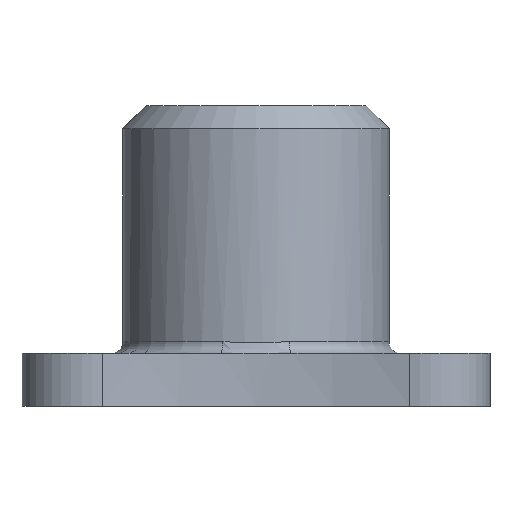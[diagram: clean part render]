
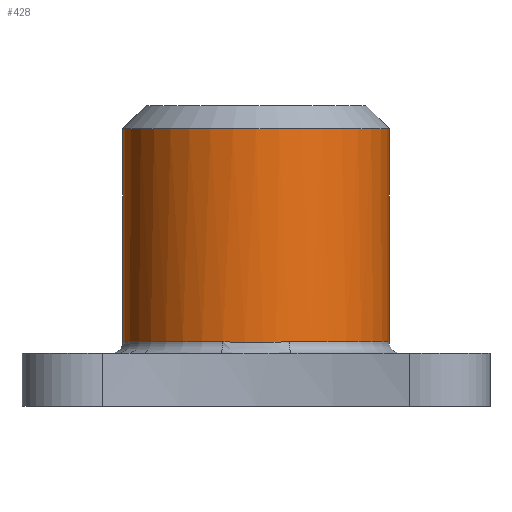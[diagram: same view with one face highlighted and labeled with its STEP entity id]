
A CAD part, front view. The second image highlights one B-rep face of the part: STEP entity #428.
In plain terms, the highlighted cylindrical face has radius 57.5 mm (diameter 115 mm), a partial arc.
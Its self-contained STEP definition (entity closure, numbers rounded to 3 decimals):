
#3 = LINE ( 'NONE', #70, #104 ) ;
#69 = VERTEX_POINT ( 'NONE', #279 ) ;
#70 = CARTESIAN_POINT ( 'NONE',  ( -57.5, 0., 23. ) ) ;
#74 = CARTESIAN_POINT ( 'NONE',  ( -14.284, -55.698, 28. ) ) ;
#84 = CARTESIAN_POINT ( 'NONE',  ( 1.183, -57.491, 27.37 ) ) ;
#85 = DIRECTION ( 'NONE',  ( 0., 0., 1. ) ) ;
#93 = DIRECTION ( 'NONE',  ( 0., 0., -1. ) ) ;
#102 = CARTESIAN_POINT ( 'NONE',  ( -57.5, 0., 120. ) ) ;
#104 = VECTOR ( 'NONE', #1126, 1000. ) ;
#148 = AXIS2_PLACEMENT_3D ( 'NONE', #873, #889, #1090 ) ;
#155 = EDGE_CURVE ( 'NONE', #406, #1140, #733, .T. ) ;
#156 = ORIENTED_EDGE ( 'NONE', *, *, #612, .T. ) ;
#170 = CARTESIAN_POINT ( 'NONE',  ( -4.831, -57.309, 27.5 ) ) ;
#176 = CARTESIAN_POINT ( 'NONE',  ( 0.577, -57.5, 27.363 ) ) ;
#198 = CARTESIAN_POINT ( 'NONE',  ( 9.563, -56.712, 27.818 ) ) ;
#202 = ORIENTED_EDGE ( 'NONE', *, *, #1057, .T. ) ;
#221 = AXIS2_PLACEMENT_3D ( 'NONE', #1215, #85, #1043 ) ;
#279 = CARTESIAN_POINT ( 'NONE',  ( -14.284, -55.698, 28. ) ) ;
#289 = CARTESIAN_POINT ( 'NONE',  ( 5.992, -57.2, 27.573 ) ) ;
#320 = CARTESIAN_POINT ( 'NONE',  ( 57.5, 0., 23. ) ) ;
#343 = DIRECTION ( 'NONE',  ( 0., 0., 1. ) ) ;
#395 = CYLINDRICAL_SURFACE ( 'NONE', #148, 57.5 ) ;
#406 = VERTEX_POINT ( 'NONE', #1077 ) ;
#421 = DIRECTION ( 'NONE',  ( 1., 0., 0. ) ) ;
#428 = ADVANCED_FACE ( 'NONE', ( #695 ), #395, .T. ) ;
#446 = CIRCLE ( 'NONE', #221, 57.5 ) ;
#471 = CARTESIAN_POINT ( 'NONE',  ( 2.39, -57.453, 27.398 ) ) ;
#484 = ORIENTED_EDGE ( 'NONE', *, *, #756, .T. ) ;
#485 = EDGE_CURVE ( 'NONE', #636, #1140, #3, .T. ) ;
#486 = CARTESIAN_POINT ( 'NONE',  ( 13.111, -55.998, 28. ) ) ;
#517 = VECTOR ( 'NONE', #343, 1000. ) ;
#558 = VERTEX_POINT ( 'NONE', #937 ) ;
#565 = CARTESIAN_POINT ( 'NONE',  ( -11.936, -56.26, 27.952 ) ) ;
#585 = DIRECTION ( 'NONE',  ( 1., 0., 0. ) ) ;
#588 = ORIENTED_EDGE ( 'NONE', *, *, #485, .F. ) ;
#609 = CARTESIAN_POINT ( 'NONE',  ( 11.93, -56.262, 27.952 ) ) ;
#612 = EDGE_CURVE ( 'NONE', #69, #842, #722, .T. ) ;
#636 = VERTEX_POINT ( 'NONE', #974 ) ;
#648 = ORIENTED_EDGE ( 'NONE', *, *, #155, .T. ) ;
#669 = CARTESIAN_POINT ( 'NONE',  ( 14.284, -55.698, 28. ) ) ;
#673 = CARTESIAN_POINT ( 'NONE',  ( -13.111, -55.998, 28. ) ) ;
#695 = FACE_OUTER_BOUND ( 'NONE', #1086, .T. ) ;
#722 = B_SPLINE_CURVE_WITH_KNOTS ( 'NONE', 3,
 ( #74, #673, #565, #849, #1042, #1223, #170, #953, #855, #176, #84, #471, #860, #1233, #289, #896, #198, #609, #486, #1175 ),
 .UNSPECIFIED., .F., .F.,
 ( 4, 2, 2, 2, 2, 2, 2, 2, 2, 4 ),
 ( 0., 0.004, 0.007, 0.011, 0.014, 0.016, 0.018, 0.022, 0.025, 0.029 ),
 .UNSPECIFIED. ) ;
#724 = LINE ( 'NONE', #320, #517 ) ;
#733 = CIRCLE ( 'NONE', #929, 57.5 ) ;
#752 = AXIS2_PLACEMENT_3D ( 'NONE', #969, #777, #421 ) ;
#756 = EDGE_CURVE ( 'NONE', #636, #69, #446, .T. ) ;
#777 = DIRECTION ( 'NONE',  ( 0., 0., 1. ) ) ;
#800 = CIRCLE ( 'NONE', #752, 57.5 ) ;
#842 = VERTEX_POINT ( 'NONE', #669 ) ;
#849 = CARTESIAN_POINT ( 'NONE',  ( -9.579, -56.709, 27.819 ) ) ;
#855 = CARTESIAN_POINT ( 'NONE',  ( -1.235, -57.499, 27.364 ) ) ;
#860 = CARTESIAN_POINT ( 'NONE',  ( 2.993, -57.425, 27.419 ) ) ;
#873 = CARTESIAN_POINT ( 'NONE',  ( 0., 0., 23. ) ) ;
#889 = DIRECTION ( 'NONE',  ( 0., 0., 1. ) ) ;
#896 = CARTESIAN_POINT ( 'NONE',  ( 8.375, -56.899, 27.734 ) ) ;
#926 = EDGE_CURVE ( 'NONE', #842, #558, #800, .T. ) ;
#929 = AXIS2_PLACEMENT_3D ( 'NONE', #1072, #93, #585 ) ;
#937 = CARTESIAN_POINT ( 'NONE',  ( 57.5, 0., 28. ) ) ;
#953 = CARTESIAN_POINT ( 'NONE',  ( -2.437, -57.461, 27.394 ) ) ;
#969 = CARTESIAN_POINT ( 'NONE',  ( 0., 0., 28. ) ) ;
#974 = CARTESIAN_POINT ( 'NONE',  ( -57.5, 0., 28. ) ) ;
#1042 = CARTESIAN_POINT ( 'NONE',  ( -8.397, -56.896, 27.735 ) ) ;
#1043 = DIRECTION ( 'NONE',  ( 1., 0., 0. ) ) ;
#1057 = EDGE_CURVE ( 'NONE', #558, #406, #724, .T. ) ;
#1072 = CARTESIAN_POINT ( 'NONE',  ( 0., 0., 120. ) ) ;
#1077 = CARTESIAN_POINT ( 'NONE',  ( 57.5, 0., 120. ) ) ;
#1086 = EDGE_LOOP ( 'NONE', ( #588, #484, #156, #1130, #202, #648 ) ) ;
#1090 = DIRECTION ( 'NONE',  ( 1., 0., 0. ) ) ;
#1126 = DIRECTION ( 'NONE',  ( 0., 0., 1. ) ) ;
#1130 = ORIENTED_EDGE ( 'NONE', *, *, #926, .T. ) ;
#1140 = VERTEX_POINT ( 'NONE', #102 ) ;
#1175 = CARTESIAN_POINT ( 'NONE',  ( 14.284, -55.698, 28. ) ) ;
#1215 = CARTESIAN_POINT ( 'NONE',  ( 0., 0., 28. ) ) ;
#1223 = CARTESIAN_POINT ( 'NONE',  ( -6.023, -57.196, 27.575 ) ) ;
#1233 = CARTESIAN_POINT ( 'NONE',  ( 4.796, -57.312, 27.498 ) ) ;
